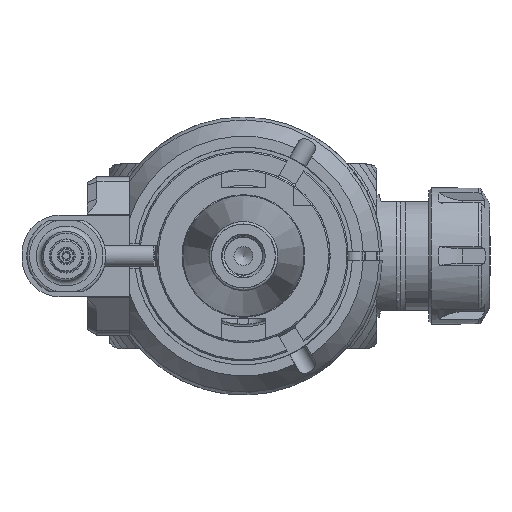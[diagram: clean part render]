
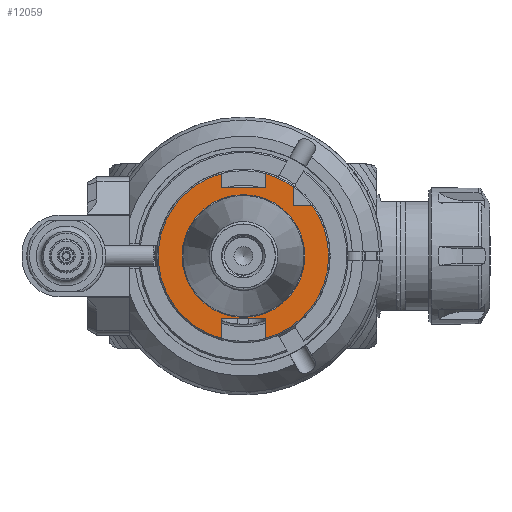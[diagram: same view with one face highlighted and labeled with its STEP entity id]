
A CAD part, left-side view. The second image highlights one B-rep face of the part: STEP entity #12059.
In plain terms, the highlighted planar face has unit normal (-1, 0, 0).
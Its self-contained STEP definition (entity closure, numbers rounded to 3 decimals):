
#825=FACE_BOUND('',#3877,.T.);
#1500=LINE('',#54180,#2356);
#1501=LINE('',#54182,#2357);
#1502=LINE('',#54184,#2358);
#1503=LINE('',#54188,#2359);
#1504=LINE('',#54189,#2360);
#1505=LINE('',#54191,#2361);
#1506=LINE('',#54193,#2362);
#1507=LINE('',#54194,#2363);
#2356=VECTOR('',#15526,7.421);
#2357=VECTOR('',#15527,16.1);
#2358=VECTOR('',#15528,7.421);
#2359=VECTOR('',#15531,6.717);
#2360=VECTOR('',#15532,6.717);
#2361=VECTOR('',#15533,5.221);
#2362=VECTOR('',#15534,16.1);
#2363=VECTOR('',#15535,5.221);
#3160=FACE_OUTER_BOUND('',#3876,.T.);
#3876=EDGE_LOOP('',(#10229,#10230,#10231,#10232,#10233,#10234,#10235,#10236,
#10237,#10238,#10239));
#3877=EDGE_LOOP('',(#10240));
#4412=CIRCLE('',#13066,31.275);
#4414=CIRCLE('',#13069,31.275);
#4415=CIRCLE('',#13070,31.275);
#4416=CIRCLE('',#13071,22.525);
#5483=VERTEX_POINT('',#54161);
#5484=VERTEX_POINT('',#54162);
#5485=VERTEX_POINT('',#54176);
#5486=VERTEX_POINT('',#54177);
#5487=VERTEX_POINT('',#54179);
#5488=VERTEX_POINT('',#54181);
#5489=VERTEX_POINT('',#54183);
#5490=VERTEX_POINT('',#54185);
#5491=VERTEX_POINT('',#54187);
#5492=VERTEX_POINT('',#54190);
#5493=VERTEX_POINT('',#54192);
#5494=VERTEX_POINT('',#54195);
#7121=EDGE_CURVE('',#5483,#5484,#4412,.T.);
#7124=EDGE_CURVE('',#5485,#5486,#4414,.T.);
#7125=EDGE_CURVE('',#5486,#5487,#1500,.T.);
#7126=EDGE_CURVE('',#5487,#5488,#1501,.T.);
#7127=EDGE_CURVE('',#5488,#5489,#1502,.T.);
#7128=EDGE_CURVE('',#5489,#5490,#4415,.T.);
#7129=EDGE_CURVE('',#5490,#5491,#1503,.T.);
#7130=EDGE_CURVE('',#5491,#5483,#1504,.T.);
#7131=EDGE_CURVE('',#5484,#5492,#1505,.T.);
#7132=EDGE_CURVE('',#5492,#5493,#1506,.T.);
#7133=EDGE_CURVE('',#5493,#5485,#1507,.T.);
#7134=EDGE_CURVE('',#5494,#5494,#4416,.T.);
#10229=ORIENTED_EDGE('',*,*,#7124,.T.);
#10230=ORIENTED_EDGE('',*,*,#7125,.T.);
#10231=ORIENTED_EDGE('',*,*,#7126,.T.);
#10232=ORIENTED_EDGE('',*,*,#7127,.T.);
#10233=ORIENTED_EDGE('',*,*,#7128,.T.);
#10234=ORIENTED_EDGE('',*,*,#7129,.T.);
#10235=ORIENTED_EDGE('',*,*,#7130,.T.);
#10236=ORIENTED_EDGE('',*,*,#7121,.T.);
#10237=ORIENTED_EDGE('',*,*,#7131,.T.);
#10238=ORIENTED_EDGE('',*,*,#7132,.T.);
#10239=ORIENTED_EDGE('',*,*,#7133,.T.);
#10240=ORIENTED_EDGE('',*,*,#7134,.T.);
#11543=PLANE('',#13068);
#12059=ADVANCED_FACE('',(#3160,#825),#11543,.T.);
#13066=AXIS2_PLACEMENT_3D('',#54163,#15518,#15519);
#13068=AXIS2_PLACEMENT_3D('',#54175,#15522,#15523);
#13069=AXIS2_PLACEMENT_3D('',#54178,#15524,#15525);
#13070=AXIS2_PLACEMENT_3D('',#54186,#15529,#15530);
#13071=AXIS2_PLACEMENT_3D('',#54196,#15536,#15537);
#15518=DIRECTION('center_axis',(-1.,0.,0.));
#15519=DIRECTION('ref_axis',(0.,-0.592,0.806));
#15522=DIRECTION('center_axis',(-1.,0.,0.));
#15523=DIRECTION('ref_axis',(0.,-1.,0.));
#15524=DIRECTION('center_axis',(-1.,0.,0.));
#15525=DIRECTION('ref_axis',(0.,0.257,0.966));
#15526=DIRECTION('',(0.,0.,1.));
#15527=DIRECTION('',(0.,-1.,0.));
#15528=DIRECTION('',(0.,0.,-1.));
#15529=DIRECTION('center_axis',(-1.,0.,0.));
#15530=DIRECTION('ref_axis',(0.,-0.257,-0.966));
#15531=DIRECTION('',(0.,1.,0.));
#15532=DIRECTION('',(0.,0.,1.));
#15533=DIRECTION('',(0.,0.,-1.));
#15534=DIRECTION('',(0.,1.,0.));
#15535=DIRECTION('',(0.,0.,1.));
#15536=DIRECTION('center_axis',(1.,0.,0.));
#15537=DIRECTION('ref_axis',(0.,-1.,0.));
#54161=CARTESIAN_POINT('',(-82.8,-18.5,25.217));
#54162=CARTESIAN_POINT('',(-82.8,-8.05,30.221));
#54163=CARTESIAN_POINT('Origin',(-82.8,0.,0.));
#54175=CARTESIAN_POINT('Origin',(-82.8,0.,0.));
#54176=CARTESIAN_POINT('',(-82.8,8.05,30.221));
#54177=CARTESIAN_POINT('',(-82.8,8.05,-30.221));
#54178=CARTESIAN_POINT('Origin',(-82.8,0.,0.));
#54179=CARTESIAN_POINT('',(-82.8,8.05,-22.8));
#54180=CARTESIAN_POINT('',(-82.8,8.05,-30.221));
#54181=CARTESIAN_POINT('',(-82.8,-8.05,-22.8));
#54182=CARTESIAN_POINT('',(-82.8,8.05,-22.8));
#54183=CARTESIAN_POINT('',(-82.8,-8.05,-30.221));
#54184=CARTESIAN_POINT('',(-82.8,-8.05,-22.8));
#54185=CARTESIAN_POINT('',(-82.8,-25.217,18.5));
#54186=CARTESIAN_POINT('Origin',(-82.8,0.,0.));
#54187=CARTESIAN_POINT('',(-82.8,-18.5,18.5));
#54188=CARTESIAN_POINT('',(-82.8,-25.217,18.5));
#54189=CARTESIAN_POINT('',(-82.8,-18.5,18.5));
#54190=CARTESIAN_POINT('',(-82.8,-8.05,25.));
#54191=CARTESIAN_POINT('',(-82.8,-8.05,30.221));
#54192=CARTESIAN_POINT('',(-82.8,8.05,25.));
#54193=CARTESIAN_POINT('',(-82.8,-8.05,25.));
#54194=CARTESIAN_POINT('',(-82.8,8.05,25.));
#54195=CARTESIAN_POINT('',(-82.8,-22.525,0.));
#54196=CARTESIAN_POINT('Origin',(-82.8,0.,0.));
